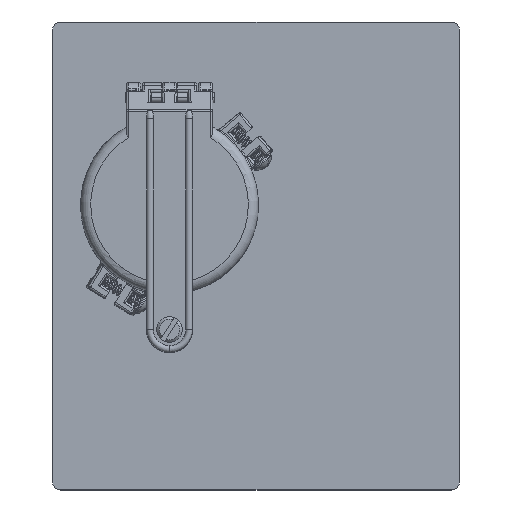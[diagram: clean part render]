
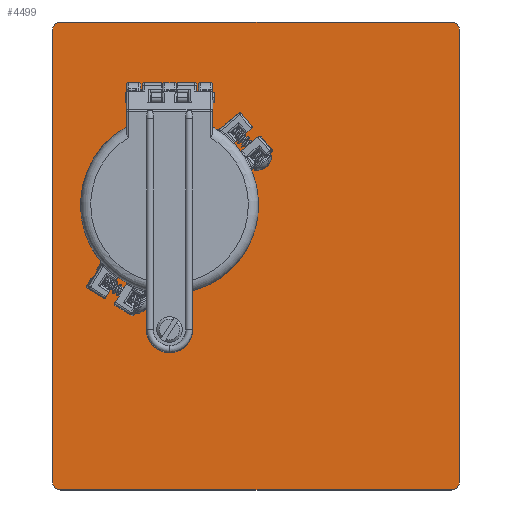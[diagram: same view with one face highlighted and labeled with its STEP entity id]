
A CAD part, top view. The second image highlights one B-rep face of the part: STEP entity #4499.
In plain terms, the highlighted planar face has unit normal (0, 0, 1).
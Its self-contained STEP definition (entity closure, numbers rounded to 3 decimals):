
#545 = CARTESIAN_POINT ( 'NONE',  ( -99.637, 16.72, 1.524 ) ) ;
#2145 = CARTESIAN_POINT ( 'NONE',  ( -99.637, 130.614, 1.524 ) ) ;
#3128 = FACE_BOUND ( 'NONE', #10898, .T. ) ;
#4098 = CARTESIAN_POINT ( 'NONE',  ( -99.637, 16.72, 1.524 ) ) ;
#4412 = B_SPLINE_CURVE_WITH_KNOTS ( 'NONE', 3,
 ( #96503, #28521, #66741, #95547 ),
 .UNSPECIFIED., .F., .F.,
 ( 4, 4 ),
 ( 0.125, 0.25 ),
 .UNSPECIFIED. ) ;
#4499 = ADVANCED_FACE ( 'NONE', ( #94866, #3128 ), #56163, .T. ) ;
#4595 = CIRCLE ( 'NONE', #69508, 19.685 ) ;
#4751 = VERTEX_POINT ( 'NONE', #545 ) ;
#5543 = CARTESIAN_POINT ( 'NONE',  ( -97.605, 14.688, 1.524 ) ) ;
#7606 = CARTESIAN_POINT ( 'NONE',  ( -70.427, 85.808, 1.524 ) ) ;
#8169 = EDGE_CURVE ( 'NONE', #35849, #13020, #86292, .T. ) ;
#8568 = EDGE_CURVE ( 'NONE', #45533, #11986, #70389, .T. ) ;
#10305 = EDGE_CURVE ( 'NONE', #59956, #40962, #62851, .T. ) ;
#10405 = VECTOR ( 'NONE', #52703, 1000. ) ;
#10898 = EDGE_LOOP ( 'NONE', ( #13039, #76315 ) ) ;
#11925 = EDGE_CURVE ( 'NONE', #4751, #71480, #68775, .T. ) ;
#11986 = VERTEX_POINT ( 'NONE', #23323 ) ;
#12194 = DIRECTION ( 'NONE',  ( 1., 0., 0. ) ) ;
#12386 = B_SPLINE_CURVE_WITH_KNOTS ( 'NONE', 3,
 ( #21940, #68107, #46246, #37313 ),
 .UNSPECIFIED., .F., .F.,
 ( 4, 4 ),
 ( 0.375, 0.5 ),
 .UNSPECIFIED. ) ;
#12584 = CARTESIAN_POINT ( 'NONE',  ( -97.605, 131.528, 1.524 ) ) ;
#13020 = VERTEX_POINT ( 'NONE', #30324 ) ;
#13039 = ORIENTED_EDGE ( 'NONE', *, *, #43032, .F. ) ;
#13785 = LINE ( 'NONE', #43992, #96645 ) ;
#14564 = CARTESIAN_POINT ( 'NONE',  ( 1.963, 16.72, 1.524 ) ) ;
#15493 = CARTESIAN_POINT ( 'NONE',  ( -0.069, 14.688, 1.524 ) ) ;
#18483 = DIRECTION ( 'NONE',  ( 0., 0., 1. ) ) ;
#18971 = DIRECTION ( 'NONE',  ( 0., 0., 1. ) ) ;
#20649 = ORIENTED_EDGE ( 'NONE', *, *, #10305, .T. ) ;
#21940 = CARTESIAN_POINT ( 'NONE',  ( -0.069, 14.688, 1.524 ) ) ;
#22093 = ORIENTED_EDGE ( 'NONE', *, *, #78487, .T. ) ;
#23323 = CARTESIAN_POINT ( 'NONE',  ( -99.637, 129.496, 1.524 ) ) ;
#23910 = LINE ( 'NONE', #30352, #10405 ) ;
#27335 = CARTESIAN_POINT ( 'NONE',  ( -0.069, 131.528, 1.524 ) ) ;
#28521 = CARTESIAN_POINT ( 'NONE',  ( 1.963, 130.614, 1.524 ) ) ;
#29234 = AXIS2_PLACEMENT_3D ( 'NONE', #7606, #44776, #39790 ) ;
#30324 = CARTESIAN_POINT ( 'NONE',  ( -90.112, 85.808, 1.524 ) ) ;
#30352 = CARTESIAN_POINT ( 'NONE',  ( -97.605, 131.528, 1.524 ) ) ;
#30644 = ORIENTED_EDGE ( 'NONE', *, *, #58885, .T. ) ;
#33438 = EDGE_CURVE ( 'NONE', #11986, #4751, #13785, .T. ) ;
#34783 = VECTOR ( 'NONE', #93128, 1000. ) ;
#34796 = DIRECTION ( 'NONE',  ( 1., 0., 0. ) ) ;
#34929 = CARTESIAN_POINT ( 'NONE',  ( 1.963, 129.496, 1.524 ) ) ;
#35849 = VERTEX_POINT ( 'NONE', #70741 ) ;
#36237 = CARTESIAN_POINT ( 'NONE',  ( -99.637, 15.603, 1.524 ) ) ;
#37313 = CARTESIAN_POINT ( 'NONE',  ( 1.963, 16.72, 1.524 ) ) ;
#39790 = DIRECTION ( 'NONE',  ( 1., 0., 0. ) ) ;
#39805 = CARTESIAN_POINT ( 'NONE',  ( -98.722, 131.528, 1.524 ) ) ;
#40962 = VERTEX_POINT ( 'NONE', #34929 ) ;
#41624 = VECTOR ( 'NONE', #12194, 1000. ) ;
#43032 = EDGE_CURVE ( 'NONE', #13020, #35849, #4595, .T. ) ;
#43992 = CARTESIAN_POINT ( 'NONE',  ( -99.637, 16.72, 1.524 ) ) ;
#44368 = EDGE_LOOP ( 'NONE', ( #87627, #72408, #69644, #22093, #30644, #20649, #47804, #72625 ) ) ;
#44776 = DIRECTION ( 'NONE',  ( 0., 0., 1. ) ) ;
#45533 = VERTEX_POINT ( 'NONE', #12584 ) ;
#46246 = CARTESIAN_POINT ( 'NONE',  ( 1.963, 15.603, 1.524 ) ) ;
#47758 = CARTESIAN_POINT ( 'NONE',  ( -97.605, 131.528, 1.524 ) ) ;
#47804 = ORIENTED_EDGE ( 'NONE', *, *, #86284, .T. ) ;
#51304 = LINE ( 'NONE', #88061, #41624 ) ;
#51631 = AXIS2_PLACEMENT_3D ( 'NONE', #86431, #18483, #34796 ) ;
#52703 = DIRECTION ( 'NONE',  ( -1., 0., 0. ) ) ;
#53713 = CARTESIAN_POINT ( 'NONE',  ( -99.637, 129.496, 1.524 ) ) ;
#56163 = PLANE ( 'NONE',  #51631 ) ;
#58885 = EDGE_CURVE ( 'NONE', #89233, #59956, #12386, .T. ) ;
#59956 = VERTEX_POINT ( 'NONE', #14564 ) ;
#62851 = LINE ( 'NONE', #79227, #34783 ) ;
#64579 = CARTESIAN_POINT ( 'NONE',  ( -70.427, 85.808, 1.524 ) ) ;
#66535 = CARTESIAN_POINT ( 'NONE',  ( -98.722, 14.688, 1.524 ) ) ;
#66741 = CARTESIAN_POINT ( 'NONE',  ( 1.049, 131.528, 1.524 ) ) ;
#68107 = CARTESIAN_POINT ( 'NONE',  ( 1.049, 14.688, 1.524 ) ) ;
#68775 = B_SPLINE_CURVE_WITH_KNOTS ( 'NONE', 3,
 ( #4098, #36237, #66535, #5543 ),
 .UNSPECIFIED., .F., .F.,
 ( 4, 4 ),
 ( 0.625, 0.75 ),
 .UNSPECIFIED. ) ;
#69508 = AXIS2_PLACEMENT_3D ( 'NONE', #64579, #18971, #73015 ) ;
#69644 = ORIENTED_EDGE ( 'NONE', *, *, #11925, .T. ) ;
#70389 = B_SPLINE_CURVE_WITH_KNOTS ( 'NONE', 3,
 ( #47758, #39805, #2145, #53713 ),
 .UNSPECIFIED., .F., .F.,
 ( 4, 4 ),
 ( 0.875, 1. ),
 .UNSPECIFIED. ) ;
#70458 = VERTEX_POINT ( 'NONE', #27335 ) ;
#70741 = CARTESIAN_POINT ( 'NONE',  ( -50.742, 85.808, 1.524 ) ) ;
#71480 = VERTEX_POINT ( 'NONE', #95119 ) ;
#72408 = ORIENTED_EDGE ( 'NONE', *, *, #33438, .T. ) ;
#72625 = ORIENTED_EDGE ( 'NONE', *, *, #91222, .T. ) ;
#73015 = DIRECTION ( 'NONE',  ( 1., 0., 0. ) ) ;
#74299 = DIRECTION ( 'NONE',  ( 0., -1., 0. ) ) ;
#76315 = ORIENTED_EDGE ( 'NONE', *, *, #8169, .F. ) ;
#78487 = EDGE_CURVE ( 'NONE', #71480, #89233, #51304, .T. ) ;
#79227 = CARTESIAN_POINT ( 'NONE',  ( 1.963, 129.496, 1.524 ) ) ;
#86284 = EDGE_CURVE ( 'NONE', #40962, #70458, #4412, .T. ) ;
#86292 = CIRCLE ( 'NONE', #29234, 19.685 ) ;
#86431 = CARTESIAN_POINT ( 'NONE',  ( -99.04, 130.931, 1.524 ) ) ;
#87627 = ORIENTED_EDGE ( 'NONE', *, *, #8568, .T. ) ;
#88061 = CARTESIAN_POINT ( 'NONE',  ( -0.069, 14.688, 1.524 ) ) ;
#89233 = VERTEX_POINT ( 'NONE', #15493 ) ;
#91222 = EDGE_CURVE ( 'NONE', #70458, #45533, #23910, .T. ) ;
#93128 = DIRECTION ( 'NONE',  ( 0., 1., 0. ) ) ;
#94866 = FACE_OUTER_BOUND ( 'NONE', #44368, .T. ) ;
#95119 = CARTESIAN_POINT ( 'NONE',  ( -97.605, 14.688, 1.524 ) ) ;
#95547 = CARTESIAN_POINT ( 'NONE',  ( -0.069, 131.528, 1.524 ) ) ;
#96503 = CARTESIAN_POINT ( 'NONE',  ( 1.963, 129.496, 1.524 ) ) ;
#96645 = VECTOR ( 'NONE', #74299, 1000. ) ;
